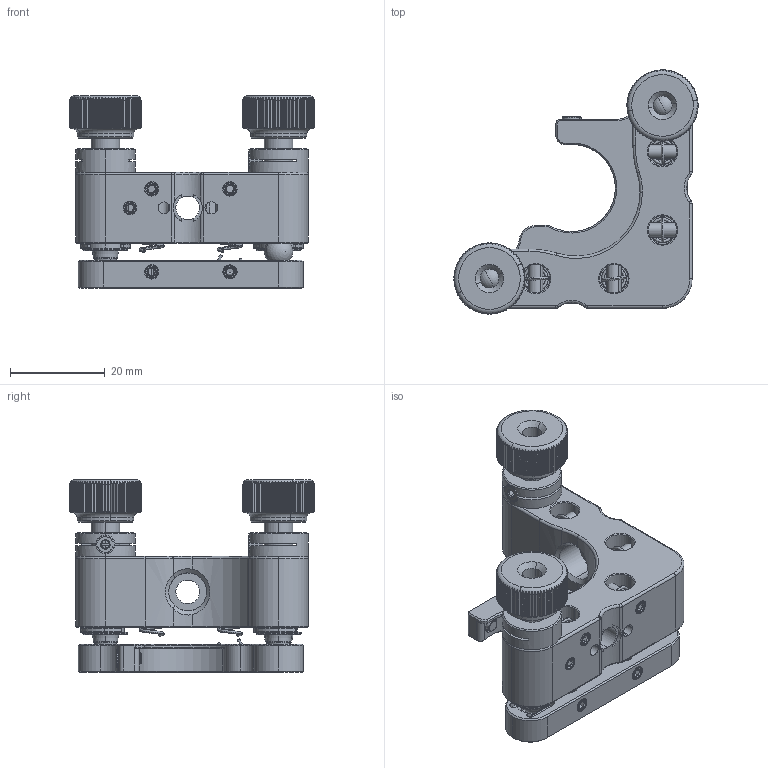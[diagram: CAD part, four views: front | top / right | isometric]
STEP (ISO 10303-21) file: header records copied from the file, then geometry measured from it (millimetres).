
FILE_DESCRIPTION (( 'STEP AP214' ), '1' );
FILE_NAME ('JC版，2.1.13.21，OMC-20L-2，20mmC型开口反射调整架，左手，2轴.STEP', '2024-12-11T02:30:54', ( '' ), ( '' ), 'SwSTEP 2.0', 'SolidWorks 2022', '' );
FILE_SCHEMA (( 'AUTOMOTIVE_DESIGN' ));
Length unit declared in the file: millimetre
Products named in the file (1): JC版，2.1.13.21，OMC-20L-2，20mmC型开口反射调整架，左手，2轴
Bounding box: 51.5 x 51.5 x 40.7 mm (x, y, z)
Surface area: 16858.4 mm2 (no closed solid volume)
Topology: 0 solids, 52 shells, 1019 faces, 2892 edges, 1893 vertices
Faces by surface type: plane 460, cylinder 331, cone 121, torus 85, bspline 16, sphere 6
Entity records: 54946 total; most frequent: CARTESIAN_POINT 18174, ORIENTED_EDGE 5339, DIRECTION 5175, EDGE_CURVE 2875, AXIS2_PLACEMENT_3D 2062, VERTEX_POINT 1884, EDGE_LOOP 1101, CIRCLE 1058
